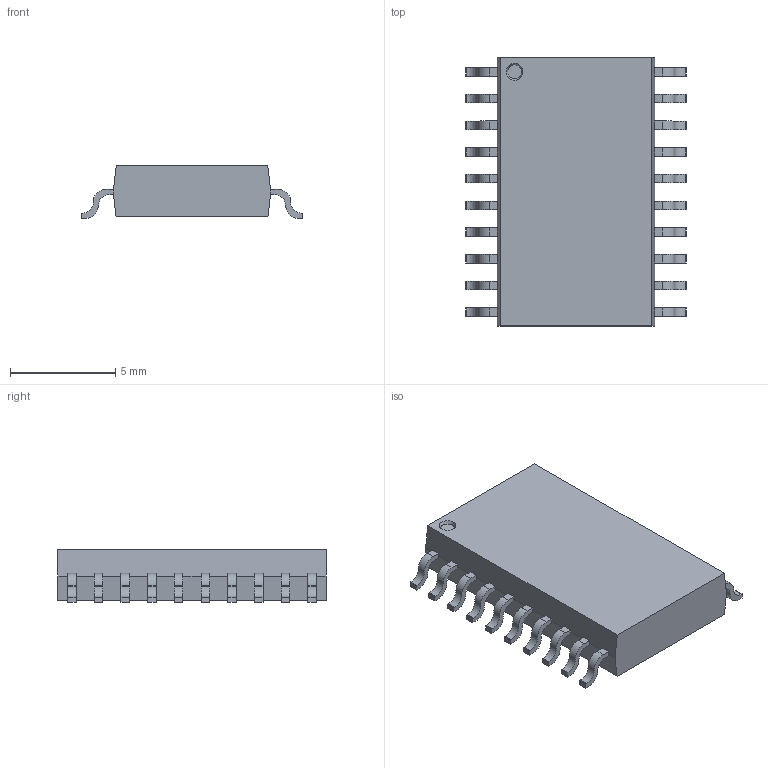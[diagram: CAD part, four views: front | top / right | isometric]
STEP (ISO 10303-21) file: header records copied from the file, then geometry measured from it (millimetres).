
FILE_DESCRIPTION (( 'STEP AP214' ), '1' );
FILE_NAME ('SOP-20.STEP', '2009-08-01T19:17:39', ( 'kiwnliu' ), ( 'DS' ), 'SwSTEP 2.0', 'SolidWorks 2009', '' );
FILE_SCHEMA (( 'AUTOMOTIVE_DESIGN' ));
Length unit declared in the file: millimetre
Products named in the file (1): SOP-20
Bounding box: 10.5 x 12.75 x 2.5 mm (x, y, z)
Volume: 230 mm3; surface area: 340.7 mm2
Topology: 1 solids, 1 shells, 271 faces, 804 edges, 536 vertices
Faces by surface type: plane 189, cylinder 80, cone 2
Entity records: 12046 total; most frequent: CARTESIAN_POINT 1612, ORIENTED_EDGE 1608, DIRECTION 1512, EDGE_CURVE 804, VECTOR 640, LINE 640, VERTEX_POINT 536, AXIS2_PLACEMENT_3D 436
